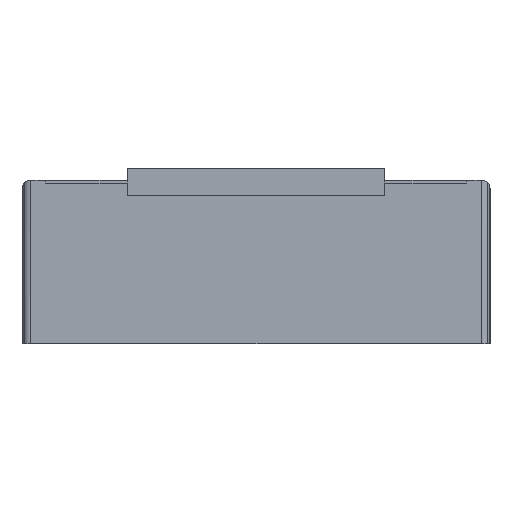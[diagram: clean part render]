
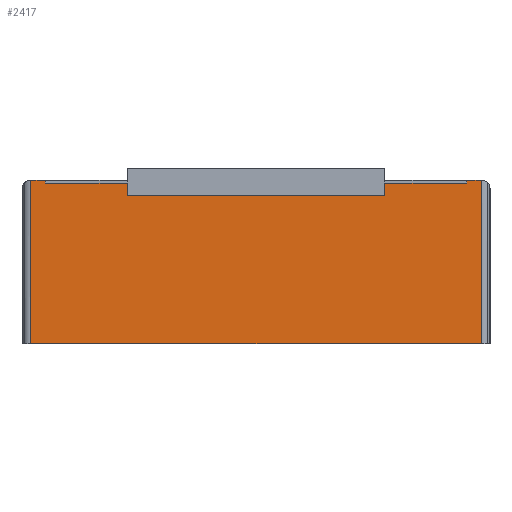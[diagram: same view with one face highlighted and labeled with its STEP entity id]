
A CAD part, left-side view. The second image highlights one B-rep face of the part: STEP entity #2417.
In plain terms, the highlighted planar face has unit normal (-1, 0, 0).
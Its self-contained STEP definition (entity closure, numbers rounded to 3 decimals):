
#967=CARTESIAN_POINT('',(0.168,1.84,0.));
#968=VERTEX_POINT('',#967);
#976=CARTESIAN_POINT('',(0.168,1.84,0.56));
#977=VERTEX_POINT('',#976);
#978=CARTESIAN_POINT('',(0.168,1.84,0.));
#979=DIRECTION('',(-0.,0.,1.));
#980=VECTOR('',#979,0.56);
#981=LINE('',#978,#980);
#982=EDGE_CURVE('',#968,#977,#981,.T.);
#1162=CARTESIAN_POINT('',(0.168,1.79,0.56));
#1163=VERTEX_POINT('',#1162);
#1170=CARTESIAN_POINT('',(0.168,1.79,0.55));
#1171=VERTEX_POINT('',#1170);
#1172=CARTESIAN_POINT('',(0.168,1.79,0.55));
#1173=DIRECTION('',(-0.,-0.,1.));
#1174=VECTOR('',#1173,0.01);
#1175=LINE('',#1172,#1174);
#1176=EDGE_CURVE('',#1171,#1163,#1175,.T.);
#2045=CARTESIAN_POINT('',(0.168,1.51,0.55));
#2046=VERTEX_POINT('',#2045);
#2047=CARTESIAN_POINT('',(0.168,1.79,0.55));
#2048=DIRECTION('',(0.,-1.,0.));
#2049=VECTOR('',#2048,0.28);
#2050=LINE('',#2047,#2049);
#2051=EDGE_CURVE('',#1171,#2046,#2050,.T.);
#2093=CARTESIAN_POINT('',(0.168,1.79,0.56));
#2094=DIRECTION('',(0.,1.,0.));
#2095=VECTOR('',#2094,0.05);
#2096=LINE('',#2093,#2095);
#2097=EDGE_CURVE('',#1163,#977,#2096,.T.);
#2344=CARTESIAN_POINT('',(0.168,1.07,0.3));
#2345=DIRECTION('',(1.,0.,0.));
#2346=DIRECTION('',(0.,0.,-1.));
#2347=AXIS2_PLACEMENT_3D('',#2344,#2345,#2346);
#2348=PLANE('',#2347);
#2349=ORIENTED_EDGE('',*,*,#982,.F.);
#2350=CARTESIAN_POINT('',(0.168,0.3,-0.));
#2351=VERTEX_POINT('',#2350);
#2352=CARTESIAN_POINT('',(0.168,0.3,0.));
#2353=DIRECTION('',(0.,1.,0.));
#2354=VECTOR('',#2353,1.54);
#2355=LINE('',#2352,#2354);
#2356=EDGE_CURVE('',#2351,#968,#2355,.T.);
#2357=ORIENTED_EDGE('',*,*,#2356,.F.);
#2358=CARTESIAN_POINT('',(0.168,0.3,0.56));
#2359=VERTEX_POINT('',#2358);
#2360=CARTESIAN_POINT('',(0.168,0.3,0.56));
#2361=DIRECTION('',(0.,0.,-1.));
#2362=VECTOR('',#2361,0.56);
#2363=LINE('',#2360,#2362);
#2364=EDGE_CURVE('',#2359,#2351,#2363,.T.);
#2365=ORIENTED_EDGE('',*,*,#2364,.F.);
#2366=CARTESIAN_POINT('',(0.168,0.35,0.56));
#2367=VERTEX_POINT('',#2366);
#2368=CARTESIAN_POINT('',(0.168,0.3,0.56));
#2369=DIRECTION('',(0.,1.,0.));
#2370=VECTOR('',#2369,0.05);
#2371=LINE('',#2368,#2370);
#2372=EDGE_CURVE('',#2359,#2367,#2371,.T.);
#2373=ORIENTED_EDGE('',*,*,#2372,.T.);
#2374=CARTESIAN_POINT('',(0.168,0.35,0.55));
#2375=VERTEX_POINT('',#2374);
#2376=CARTESIAN_POINT('',(0.168,0.35,0.55));
#2377=DIRECTION('',(0.,0.,1.));
#2378=VECTOR('',#2377,0.01);
#2379=LINE('',#2376,#2378);
#2380=EDGE_CURVE('',#2375,#2367,#2379,.T.);
#2381=ORIENTED_EDGE('',*,*,#2380,.F.);
#2382=CARTESIAN_POINT('',(0.168,0.63,0.55));
#2383=VERTEX_POINT('',#2382);
#2384=CARTESIAN_POINT('',(0.168,0.63,0.55));
#2385=DIRECTION('',(0.,-1.,0.));
#2386=VECTOR('',#2385,0.28);
#2387=LINE('',#2384,#2386);
#2388=EDGE_CURVE('',#2383,#2375,#2387,.T.);
#2389=ORIENTED_EDGE('',*,*,#2388,.F.);
#2390=CARTESIAN_POINT('',(0.168,0.63,0.506));
#2391=VERTEX_POINT('',#2390);
#2392=CARTESIAN_POINT('',(0.168,0.63,0.55));
#2393=DIRECTION('',(0.,0.,-1.));
#2394=VECTOR('',#2393,0.044);
#2395=LINE('',#2392,#2394);
#2396=EDGE_CURVE('',#2383,#2391,#2395,.T.);
#2397=ORIENTED_EDGE('',*,*,#2396,.T.);
#2398=CARTESIAN_POINT('',(0.168,1.51,0.506));
#2399=VERTEX_POINT('',#2398);
#2400=CARTESIAN_POINT('',(0.168,0.63,0.506));
#2401=DIRECTION('',(0.,1.,0.));
#2402=VECTOR('',#2401,0.88);
#2403=LINE('',#2400,#2402);
#2404=EDGE_CURVE('',#2391,#2399,#2403,.T.);
#2405=ORIENTED_EDGE('',*,*,#2404,.T.);
#2406=CARTESIAN_POINT('',(0.168,1.51,0.506));
#2407=DIRECTION('',(0.,0.,1.));
#2408=VECTOR('',#2407,0.044);
#2409=LINE('',#2406,#2408);
#2410=EDGE_CURVE('',#2399,#2046,#2409,.T.);
#2411=ORIENTED_EDGE('',*,*,#2410,.T.);
#2412=ORIENTED_EDGE('',*,*,#2051,.F.);
#2413=ORIENTED_EDGE('',*,*,#1176,.T.);
#2414=ORIENTED_EDGE('',*,*,#2097,.T.);
#2415=EDGE_LOOP('',(#2349,#2357,#2365,#2373,#2381,#2389,#2397,#2405,#2411,#2412,#2413,#2414));
#2416=FACE_BOUND('',#2415,.T.);
#2417=ADVANCED_FACE('',(#2416),#2348,.F.);
